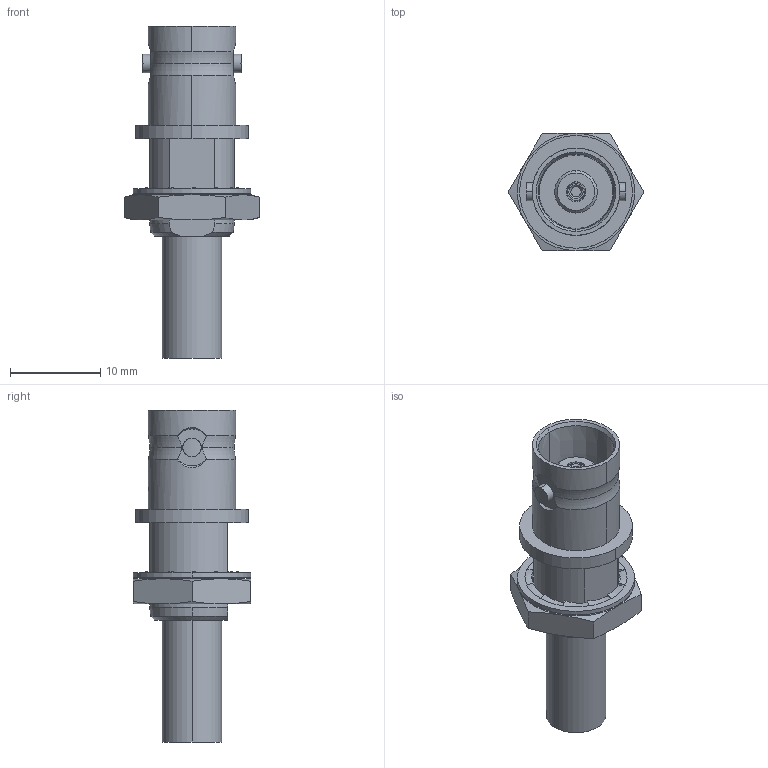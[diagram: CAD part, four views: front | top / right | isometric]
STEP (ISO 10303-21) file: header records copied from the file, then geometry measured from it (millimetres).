
FILE_DESCRIPTION (( 'STEP AP214' ), '1' );
FILE_NAME ('J01001A0083.STEP', '2018-06-25T11:53:33', ( '' ), ( '' ), 'SwSTEP 2.0', 'SolidWorks 2017', '' );
FILE_SCHEMA (( 'AUTOMOTIVE_DESIGN' ));
Length unit declared in the file: millimetre
Products named in the file (1): J01001A0083
Bounding box: 15.01 x 13 x 36.8 mm (x, y, z)
Volume: 1891.1 mm3; surface area: 2085 mm2
Topology: 2 solids, 2 shells, 231 faces, 576 edges, 364 vertices
Faces by surface type: plane 108, cylinder 43, cone 40, bspline 36, torus 4
Entity records: 10014 total; most frequent: CARTESIAN_POINT 2312, ORIENTED_EDGE 1152, DIRECTION 942, EDGE_CURVE 576, VERTEX_POINT 364, AXIS2_PLACEMENT_3D 322, VECTOR 298, LINE 298
